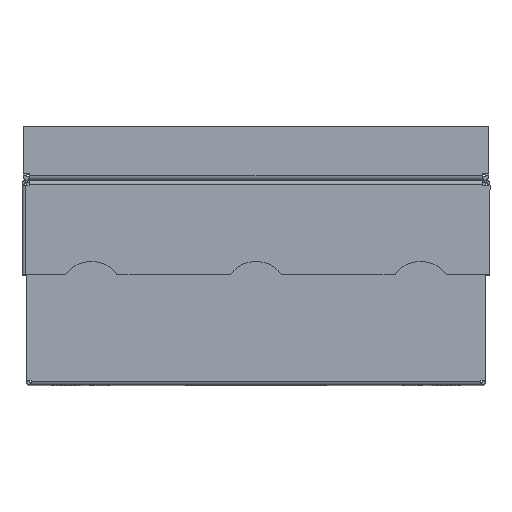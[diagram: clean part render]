
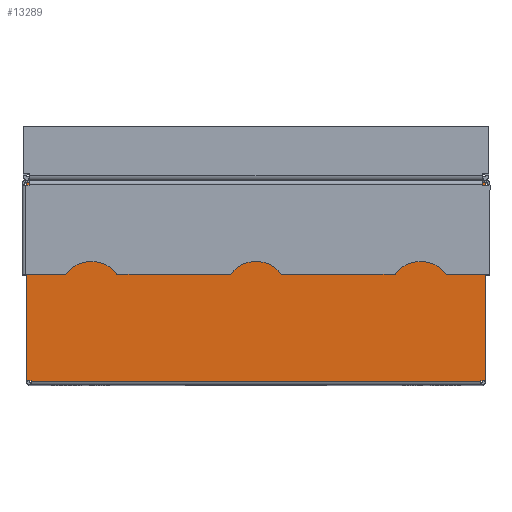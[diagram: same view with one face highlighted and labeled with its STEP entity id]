
A CAD part, top view. The second image highlights one B-rep face of the part: STEP entity #13289.
In plain terms, the highlighted face is planar.
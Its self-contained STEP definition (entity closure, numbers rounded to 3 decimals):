
#2196 = CARTESIAN_POINT ( 'NONE',  ( 95.67, -97.5, -0.6 ) ) ;
#3083 = VERTEX_POINT ( 'NONE', #8907 ) ;
#3797 = EDGE_CURVE ( 'NONE', #23147, #46759, #32939, .T. ) ;
#4046 = ORIENTED_EDGE ( 'NONE', *, *, #26869, .T. ) ;
#4746 = AXIS2_PLACEMENT_3D ( 'NONE', #7569, #29344, #43985 ) ;
#5804 = DIRECTION ( 'NONE',  ( 0., 0., 1. ) ) ;
#7569 = CARTESIAN_POINT ( 'NONE',  ( 0., -97.5, 1. ) ) ;
#7792 = PLANE ( 'NONE',  #4746 ) ;
#7831 = DIRECTION ( 'NONE',  ( 1., 0., 0. ) ) ;
#8907 = CARTESIAN_POINT ( 'NONE',  ( -95.67, -97.5, -0.6 ) ) ;
#10408 = VERTEX_POINT ( 'NONE', #16568 ) ;
#11430 = LINE ( 'NONE', #46462, #32008 ) ;
#13289 = ADVANCED_FACE ( 'NONE', ( #39980 ), #7792, .F. ) ;
#13373 = VERTEX_POINT ( 'NONE', #32410 ) ;
#13494 = CARTESIAN_POINT ( 'NONE',  ( 95.67, -97.5, -0.83 ) ) ;
#13504 = VECTOR ( 'NONE', #34059, 1000. ) ;
#13988 = EDGE_CURVE ( 'NONE', #10408, #3083, #46239, .T. ) ;
#14156 = EDGE_CURVE ( 'NONE', #13373, #18897, #11430, .T. ) ;
#14299 = LINE ( 'NONE', #21408, #42263 ) ;
#15402 = EDGE_CURVE ( 'NONE', #38050, #13373, #44017, .T. ) ;
#15841 = ORIENTED_EDGE ( 'NONE', *, *, #45215, .T. ) ;
#15861 = LINE ( 'NONE', #26975, #23444 ) ;
#16126 = VECTOR ( 'NONE', #5804, 1000. ) ;
#16568 = CARTESIAN_POINT ( 'NONE',  ( -95.67, -97.5, -0.83 ) ) ;
#16980 = VERTEX_POINT ( 'NONE', #2196 ) ;
#18897 = VERTEX_POINT ( 'NONE', #42356 ) ;
#19386 = DIRECTION ( 'NONE',  ( 0., 0., -1. ) ) ;
#19888 = ORIENTED_EDGE ( 'NONE', *, *, #14156, .F. ) ;
#20754 = VECTOR ( 'NONE', #7831, 1000. ) ;
#21265 = EDGE_CURVE ( 'NONE', #3083, #16980, #39129, .T. ) ;
#21408 = CARTESIAN_POINT ( 'NONE',  ( 0., -97.5, -85. ) ) ;
#22055 = CARTESIAN_POINT ( 'NONE',  ( 0., -97.5, -0.83 ) ) ;
#22746 = ORIENTED_EDGE ( 'NONE', *, *, #35870, .F. ) ;
#23147 = VERTEX_POINT ( 'NONE', #36435 ) ;
#23444 = VECTOR ( 'NONE', #37154, 1000. ) ;
#26495 = CARTESIAN_POINT ( 'NONE',  ( -97.5, -97.5, 1. ) ) ;
#26869 = EDGE_CURVE ( 'NONE', #38050, #16980, #37838, .T. ) ;
#26905 = VECTOR ( 'NONE', #38200, 1000. ) ;
#26975 = CARTESIAN_POINT ( 'NONE',  ( 0., -97.5, -0.83 ) ) ;
#28500 = DIRECTION ( 'NONE',  ( -1., 0., 0. ) ) ;
#29344 = DIRECTION ( 'NONE',  ( 0., 1., 0. ) ) ;
#31052 = ORIENTED_EDGE ( 'NONE', *, *, #3797, .T. ) ;
#31099 = CARTESIAN_POINT ( 'NONE',  ( 0., -97.5, -0.6 ) ) ;
#32008 = VECTOR ( 'NONE', #40272, 1000. ) ;
#32410 = CARTESIAN_POINT ( 'NONE',  ( 97.5, -97.5, -0.83 ) ) ;
#32939 = LINE ( 'NONE', #26495, #43026 ) ;
#34059 = DIRECTION ( 'NONE',  ( 0., 0., 1. ) ) ;
#35294 = ORIENTED_EDGE ( 'NONE', *, *, #13988, .F. ) ;
#35624 = CARTESIAN_POINT ( 'NONE',  ( -95.67, -97.5, 1. ) ) ;
#35870 = EDGE_CURVE ( 'NONE', #18897, #46759, #14299, .T. ) ;
#36435 = CARTESIAN_POINT ( 'NONE',  ( -97.5, -97.5, -0.83 ) ) ;
#36653 = ORIENTED_EDGE ( 'NONE', *, *, #21265, .F. ) ;
#37154 = DIRECTION ( 'NONE',  ( -1., 0., 0. ) ) ;
#37161 = EDGE_LOOP ( 'NONE', ( #36653, #35294, #15841, #31052, #22746, #19888, #40163, #4046 ) ) ;
#37838 = LINE ( 'NONE', #41384, #13504 ) ;
#38050 = VERTEX_POINT ( 'NONE', #13494 ) ;
#38200 = DIRECTION ( 'NONE',  ( 1., 0., 0. ) ) ;
#38473 = CARTESIAN_POINT ( 'NONE',  ( -97.5, -97.5, -85. ) ) ;
#39129 = LINE ( 'NONE', #31099, #26905 ) ;
#39980 = FACE_OUTER_BOUND ( 'NONE', #37161, .T. ) ;
#40163 = ORIENTED_EDGE ( 'NONE', *, *, #15402, .F. ) ;
#40272 = DIRECTION ( 'NONE',  ( 0., 0., -1. ) ) ;
#41384 = CARTESIAN_POINT ( 'NONE',  ( 95.67, -97.5, 1. ) ) ;
#42263 = VECTOR ( 'NONE', #28500, 1000. ) ;
#42356 = CARTESIAN_POINT ( 'NONE',  ( 97.5, -97.5, -85. ) ) ;
#43026 = VECTOR ( 'NONE', #19386, 1000. ) ;
#43985 = DIRECTION ( 'NONE',  ( 0., 0., -1. ) ) ;
#44017 = LINE ( 'NONE', #22055, #20754 ) ;
#45215 = EDGE_CURVE ( 'NONE', #10408, #23147, #15861, .T. ) ;
#46239 = LINE ( 'NONE', #35624, #16126 ) ;
#46462 = CARTESIAN_POINT ( 'NONE',  ( 97.5, -97.5, 1. ) ) ;
#46759 = VERTEX_POINT ( 'NONE', #38473 ) ;
